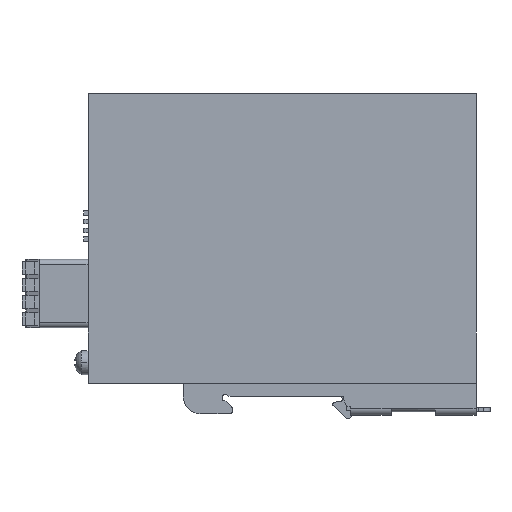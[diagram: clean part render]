
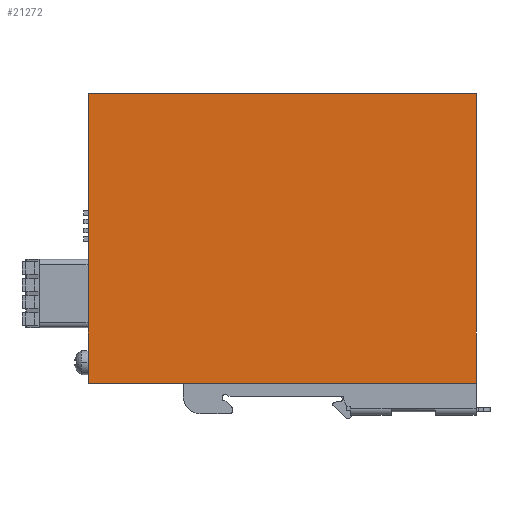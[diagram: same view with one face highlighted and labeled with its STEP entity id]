
A CAD part, left-side view. The second image highlights one B-rep face of the part: STEP entity #21272.
In plain terms, the highlighted planar face has unit normal (-1, 0, 0).
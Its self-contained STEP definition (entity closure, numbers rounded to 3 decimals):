
#21254=AXIS2_PLACEMENT_3D('Plane Axis2P3D',#21251,#21252,#21253) ;
#36=CARTESIAN_POINT('Line Origine',(0.,118.,52.9)) ;
#40=CARTESIAN_POINT('Vertex',(0.,118.,10.4)) ;
#42=CARTESIAN_POINT('Vertex',(0.,118.,95.4)) ;
#7500=CARTESIAN_POINT('Vertex',(0.,4.,95.4)) ;
#7503=CARTESIAN_POINT('Line Origine',(0.,4.,52.9)) ;
#7507=CARTESIAN_POINT('Vertex',(0.,4.,10.4)) ;
#21251=CARTESIAN_POINT('Axis2P3D Location',(0.,118.,25.4)) ;
#21256=CARTESIAN_POINT('Line Origine',(0.,61.,10.4)) ;
#21261=CARTESIAN_POINT('Line Origine',(0.,61.,95.4)) ;
#37=DIRECTION('Vector Direction',(0.,0.,-1.)) ;
#7504=DIRECTION('Vector Direction',(0.,0.,1.)) ;
#21252=DIRECTION('Axis2P3D Direction',(-1.,0.,0.)) ;
#21253=DIRECTION('Axis2P3D XDirection',(0.,-1.,0.)) ;
#21257=DIRECTION('Vector Direction',(0.,1.,0.)) ;
#21262=DIRECTION('Vector Direction',(0.,1.,0.)) ;
#38=VECTOR('Line Direction',#37,1.) ;
#7505=VECTOR('Line Direction',#7504,1.) ;
#21258=VECTOR('Line Direction',#21257,1.) ;
#21263=VECTOR('Line Direction',#21262,1.) ;
#21267=ORIENTED_EDGE('',*,*,#21260,.F.) ;
#21268=ORIENTED_EDGE('',*,*,#7509,.T.) ;
#21269=ORIENTED_EDGE('',*,*,#21265,.T.) ;
#21270=ORIENTED_EDGE('',*,*,#44,.F.) ;
#21272=ADVANCED_FACE('SWITCH',(#21271),#21255,.T.) ;
#44=EDGE_CURVE('',#41,#43,#39,.F.) ;
#7509=EDGE_CURVE('',#7508,#7501,#7506,.T.) ;
#21260=EDGE_CURVE('',#7508,#41,#21259,.T.) ;
#21265=EDGE_CURVE('',#7501,#43,#21264,.T.) ;
#21266=EDGE_LOOP('',(#21267,#21268,#21269,#21270)) ;
#21271=FACE_OUTER_BOUND('',#21266,.T.) ;
#39=LINE('Line',#36,#38) ;
#7506=LINE('Line',#7503,#7505) ;
#21259=LINE('Line',#21256,#21258) ;
#21264=LINE('Line',#21261,#21263) ;
#21255=PLANE('',#21254) ;
#41=VERTEX_POINT('',#40) ;
#43=VERTEX_POINT('',#42) ;
#7501=VERTEX_POINT('',#7500) ;
#7508=VERTEX_POINT('',#7507) ;
